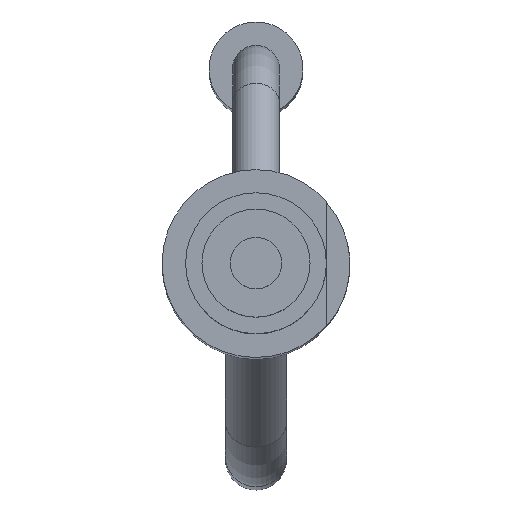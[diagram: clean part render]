
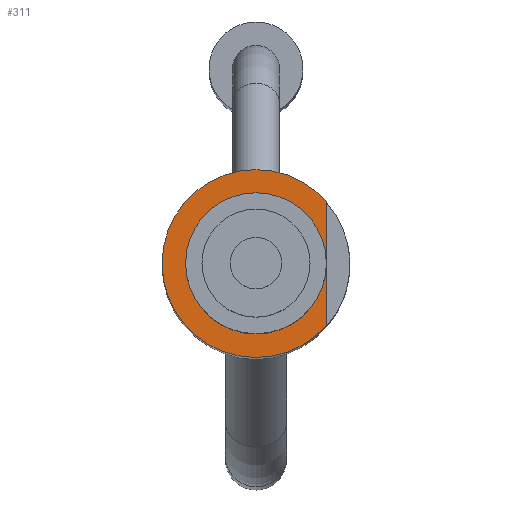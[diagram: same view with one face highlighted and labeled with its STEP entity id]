
A CAD part, top view. The second image highlights one B-rep face of the part: STEP entity #311.
In plain terms, the highlighted planar face has unit normal (0, 0, 1).
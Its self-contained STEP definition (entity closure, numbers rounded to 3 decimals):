
#18=PLANE($,#366);
#30=LINE($,#566,#35);
#31=LINE($,#567,#36);
#35=VECTOR($,#468,1.323);
#36=VECTOR($,#469,1.323);
#89=FACE_OUTER_BOUND($,#133,.T.);
#133=EDGE_LOOP($,(#267,#268,#269,#270));
#165=CIRCLE($,#354,2.);
#169=CIRCLE($,#359,1.5);
#190=VERTEX_POINT($,#541);
#191=VERTEX_POINT($,#542);
#196=VERTEX_POINT($,#554);
#217=EDGE_CURVE($,#190,#191,#165,.T.);
#223=EDGE_CURVE($,#196,#196,#169,.T.);
#227=EDGE_CURVE($,#191,#196,#30,.T.);
#228=EDGE_CURVE($,#196,#190,#31,.T.);
#267=ORIENTED_EDGE($,*,*,#227,.F.);
#268=ORIENTED_EDGE($,*,*,#217,.F.);
#269=ORIENTED_EDGE($,*,*,#228,.F.);
#270=ORIENTED_EDGE($,*,*,#223,.T.);
#311=ADVANCED_FACE($,(#89),#18,.T.);
#354=AXIS2_PLACEMENT_3D($,#543,#440,#441);
#359=AXIS2_PLACEMENT_3D($,#555,#452,#453);
#366=AXIS2_PLACEMENT_3D($,#565,#466,#467);
#440=DIRECTION('center_axis',(0.,0.,-1.));
#441=DIRECTION('ref_axis',(0.,1.,0.));
#452=DIRECTION('center_axis',(0.,0.,-1.));
#453=DIRECTION('ref_axis',(0.,1.,0.));
#466=DIRECTION('center_axis',(0.,0.,1.));
#467=DIRECTION('ref_axis',(0.,-1.,0.));
#468=DIRECTION($,(0.,-1.,0.));
#469=DIRECTION($,(0.,-1.,0.));
#541=CARTESIAN_POINT('',(1.5,-1.323,-5.));
#542=CARTESIAN_POINT('',(1.5,1.323,-5.));
#543=CARTESIAN_POINT('Origin',(0.,0.,-5.));
#554=CARTESIAN_POINT('',(1.5,0.,-5.));
#555=CARTESIAN_POINT('Origin',(0.,0.,-5.));
#565=CARTESIAN_POINT('Origin',(0.,1.5,-5.));
#566=CARTESIAN_POINT($,(1.5,1.323,-5.));
#567=CARTESIAN_POINT($,(1.5,1.323,-5.));
